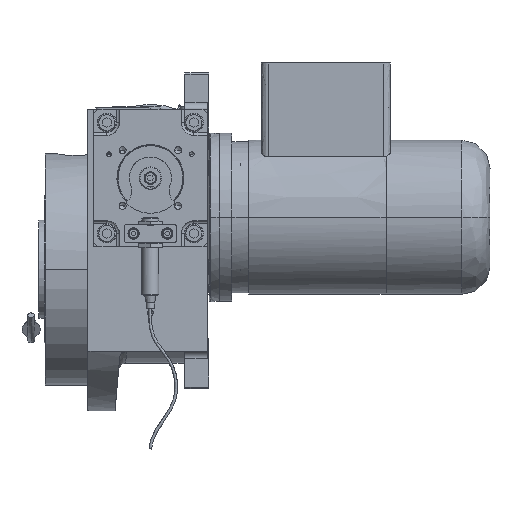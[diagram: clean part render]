
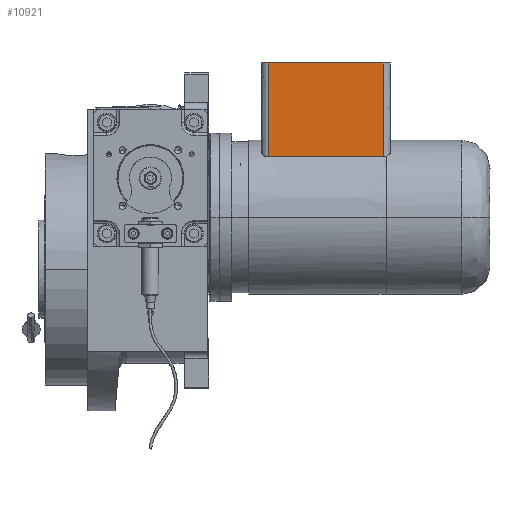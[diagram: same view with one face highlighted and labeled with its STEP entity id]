
A CAD part, left-side view. The second image highlights one B-rep face of the part: STEP entity #10921.
In plain terms, the highlighted free-form (B-spline) face has degree [1, 1] with [2, 2] control points.
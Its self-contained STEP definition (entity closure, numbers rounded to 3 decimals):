
#5989 = CARTESIAN_POINT ( 'NONE',  ( 110., 55., -34. ) ) ;
#7471 = CARTESIAN_POINT ( 'NONE',  ( 110., 55., -34. ) ) ;
#8471 = EDGE_CURVE ( 'NONE', #92536, #72108, #52589, .T. ) ;
#9051 = CARTESIAN_POINT ( 'NONE',  ( 110., 137., -34. ) ) ;
#10921 = ADVANCED_FACE ( 'NONE', ( #37353 ), #11274, .T. ) ;
#11274 = B_SPLINE_SURFACE_WITH_KNOTS ( 'NONE', 1, 1, ( 
 ( #74820, #47881 ),
 ( #101788, #64882 ) ),
 .UNSPECIFIED., .F., .F., .F.,
 ( 2, 2 ),
 ( 2, 2 ),
 ( 0., 1. ),
 ( 0., 1. ),
 .UNSPECIFIED. ) ;
#12443 = B_SPLINE_CURVE_WITH_KNOTS ( 'NONE', 1,
 ( #14868, #22543 ),
 .UNSPECIFIED., .F., .F.,
 ( 2, 2 ),
 ( 0., 1. ),
 .UNSPECIFIED. ) ;
#14868 = CARTESIAN_POINT ( 'NONE',  ( 110., 137., -34. ) ) ;
#22543 = CARTESIAN_POINT ( 'NONE',  ( 110., 55., -34. ) ) ;
#22821 = ORIENTED_EDGE ( 'NONE', *, *, #8471, .F. ) ;
#28678 = B_SPLINE_CURVE_WITH_KNOTS ( 'NONE', 1,
 ( #71361, #7471 ),
 .UNSPECIFIED., .F., .F.,
 ( 2, 2 ),
 ( 0., 1. ),
 .UNSPECIFIED. ) ;
#34357 = CARTESIAN_POINT ( 'NONE',  ( 43.232, 55., -34. ) ) ;
#35125 = EDGE_CURVE ( 'NONE', #92536, #61641, #103221, .T. ) ;
#37353 = FACE_OUTER_BOUND ( 'NONE', #49408, .T. ) ;
#39848 = CARTESIAN_POINT ( 'NONE',  ( 110., 137., -34. ) ) ;
#46003 = ORIENTED_EDGE ( 'NONE', *, *, #56357, .T. ) ;
#47881 = CARTESIAN_POINT ( 'NONE',  ( 110., 137., -34. ) ) ;
#49408 = EDGE_LOOP ( 'NONE', ( #94188, #46003, #97968, #22821 ) ) ;
#49661 = CARTESIAN_POINT ( 'NONE',  ( 43.232, 137., -34. ) ) ;
#52589 =( BOUNDED_CURVE ( )  B_SPLINE_CURVE ( 1, ( #49661, #66672 ),
 .UNSPECIFIED., .F., .F. ) 
 B_SPLINE_CURVE_WITH_KNOTS ( ( 2, 2 ),
 ( 0., 1. ),
 .UNSPECIFIED. ) 
 CURVE ( )  GEOMETRIC_REPRESENTATION_ITEM ( )  RATIONAL_B_SPLINE_CURVE ( ( 0.56, 0.56 ) ) 
 REPRESENTATION_ITEM ( '' )  );
#56357 = EDGE_CURVE ( 'NONE', #61641, #89574, #12443, .T. ) ;
#61641 = VERTEX_POINT ( 'NONE', #39848 ) ;
#64882 = CARTESIAN_POINT ( 'NONE',  ( 43.232, 137., -34. ) ) ;
#66200 = EDGE_CURVE ( 'NONE', #72108, #89574, #28678, .T. ) ;
#66672 = CARTESIAN_POINT ( 'NONE',  ( 43.232, 55., -34. ) ) ;
#71361 = CARTESIAN_POINT ( 'NONE',  ( 43.232, 55., -34. ) ) ;
#72108 = VERTEX_POINT ( 'NONE', #34357 ) ;
#74820 = CARTESIAN_POINT ( 'NONE',  ( 110., 55., -34. ) ) ;
#78847 = CARTESIAN_POINT ( 'NONE',  ( 43.232, 137., -34. ) ) ;
#89574 = VERTEX_POINT ( 'NONE', #5989 ) ;
#92536 = VERTEX_POINT ( 'NONE', #78847 ) ;
#94188 = ORIENTED_EDGE ( 'NONE', *, *, #35125, .T. ) ;
#97968 = ORIENTED_EDGE ( 'NONE', *, *, #66200, .F. ) ;
#101788 = CARTESIAN_POINT ( 'NONE',  ( 43.232, 55., -34. ) ) ;
#103221 = B_SPLINE_CURVE_WITH_KNOTS ( 'NONE', 1,
 ( #108700, #9051 ),
 .UNSPECIFIED., .F., .F.,
 ( 2, 2 ),
 ( 0., 1. ),
 .UNSPECIFIED. ) ;
#108700 = CARTESIAN_POINT ( 'NONE',  ( 43.232, 137., -34. ) ) ;
